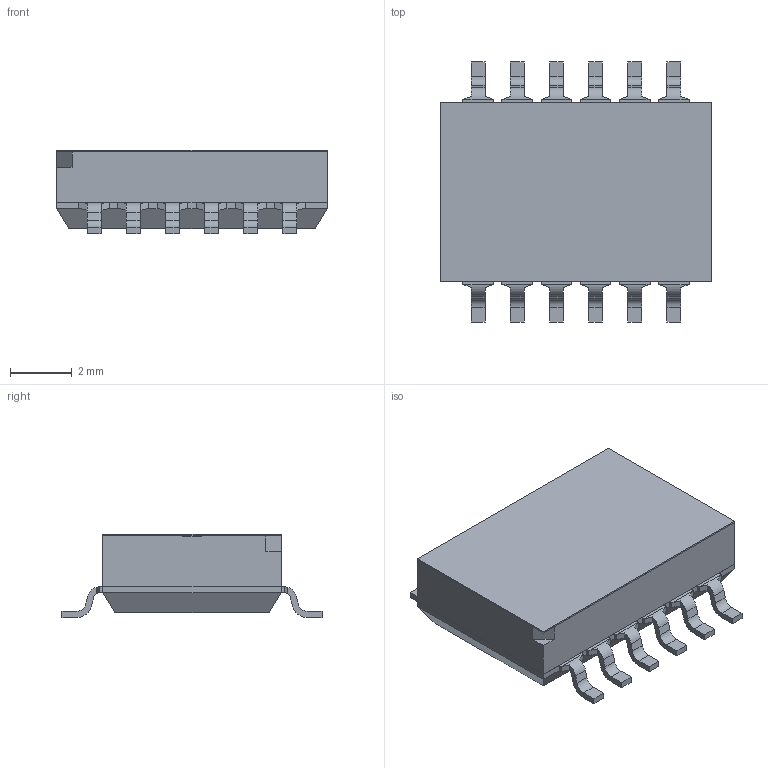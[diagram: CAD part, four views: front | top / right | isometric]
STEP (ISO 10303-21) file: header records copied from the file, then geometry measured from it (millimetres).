
FILE_DESCRIPTION( ( 'Unknown' ), '1' );
FILE_NAME( '416131160806.stp', 'Unknown', ( 'Unknown' ), ( 'Unknown' ), 'PSStep 17.0.49', 'Unknown', ' ' );
FILE_SCHEMA( ( 'AUTOMOTIVE_DESIGN { 1 0 10303 214 1 1 1 1 }' ) );
Length unit declared in the file: millimetre
Products named in the file (8): Assem1; Terminal; Actuator; Contact; Lead_Terminal 06; Housing_06; Cover_Tape_06
Assembly tree (27 placements, depth 2):
  Assem1
    Terminal  x6
    Terminal  x6
    Actuator  x6
    Contact  x6
    Lead_Terminal 06
    Housing_06
    Cover_Tape_06
Bounding box: 8.79 x 8.44 x 2.7 mm (x, y, z)
Volume: 105.2 mm3; surface area: 657 mm2
Topology: 27 solids, 27 shells, 938 faces, 2532 edges, 1650 vertices
Faces by surface type: plane 785, cylinder 138, extrusion 15
Full cylindrical faces by diameter (mm): 0.5 x6
Entity records: 18141 total; most frequent: CARTESIAN_POINT 3513, ORIENTED_EDGE 2394, DIRECTION 2008, EDGE_CURVE 1197, VECTOR 982, LINE 967, VERTEX_POINT 774, AXIS2_PLACEMENT_3D 513
